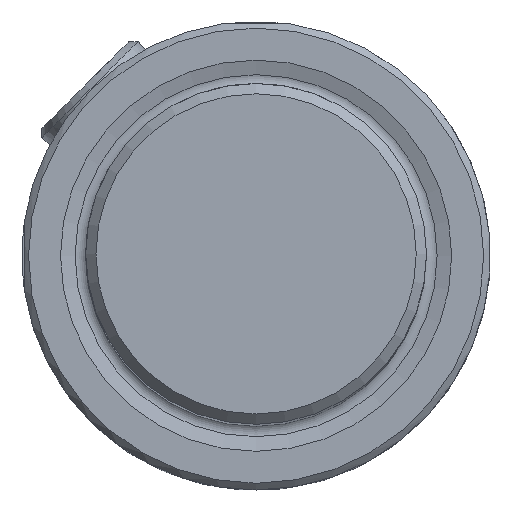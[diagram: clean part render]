
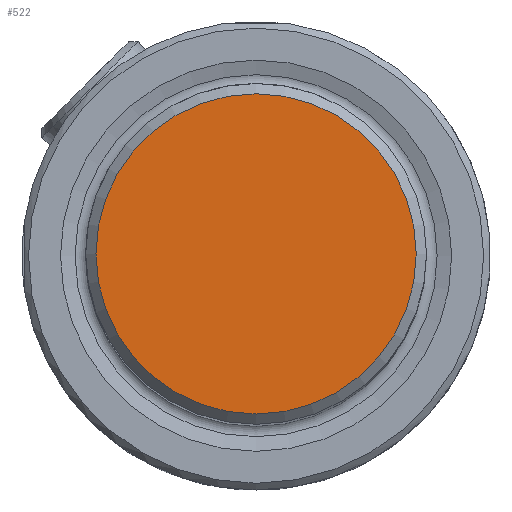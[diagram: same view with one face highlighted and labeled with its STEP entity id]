
A CAD part, top view. The second image highlights one B-rep face of the part: STEP entity #522.
In plain terms, the highlighted planar face has unit normal (0, 0, 1).
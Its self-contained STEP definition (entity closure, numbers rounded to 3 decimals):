
#340=CIRCLE('',#4995,11.937);
#522=ADVANCED_FACE('',(#916),#788,.T.);
#788=PLANE('',#4996);
#916=FACE_OUTER_BOUND('',#1155,.T.);
#1155=EDGE_LOOP('',(#1749));
#1749=ORIENTED_EDGE('',*,*,#3612,.T.);
#3119=VERTEX_POINT('',#7280);
#3612=EDGE_CURVE('',#3119,#3119,#340,.T.);
#4995=AXIS2_PLACEMENT_3D('',#7279,#5652,#5653);
#4996=AXIS2_PLACEMENT_3D('',#7281,#5654,#5655);
#5652=DIRECTION('',(0.,0.,1.));
#5653=DIRECTION('',(0.,-1.,0.));
#5654=DIRECTION('',(0.,0.,1.));
#5655=DIRECTION('',(0.,1.,0.));
#7279=CARTESIAN_POINT('',(0.,0.,76.2));
#7280=CARTESIAN_POINT('',(0.,-11.937,76.2));
#7281=CARTESIAN_POINT('',(0.,0.,76.2));
